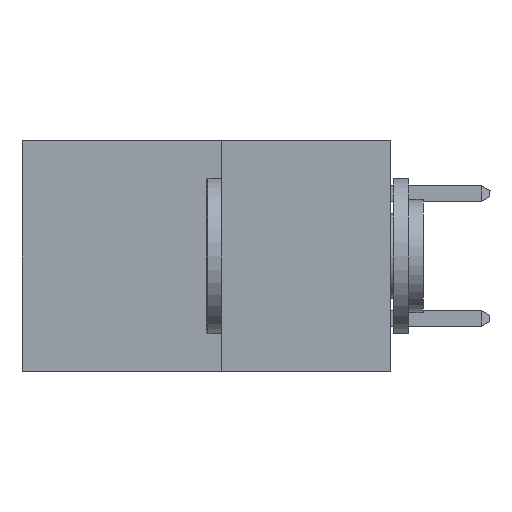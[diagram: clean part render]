
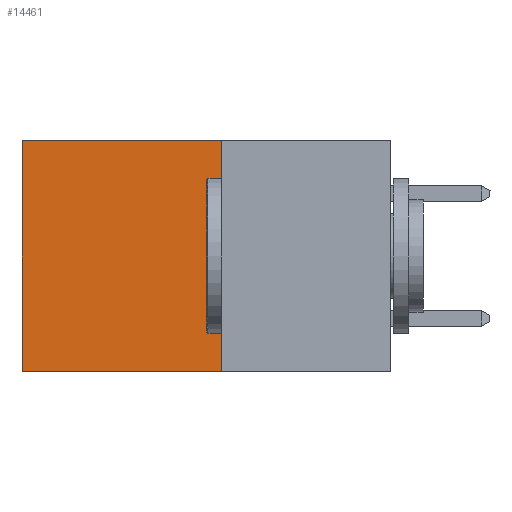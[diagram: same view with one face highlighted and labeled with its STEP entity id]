
A CAD part, left-side view. The second image highlights one B-rep face of the part: STEP entity #14461.
In plain terms, the highlighted planar face has unit normal (-1, 0, 0).
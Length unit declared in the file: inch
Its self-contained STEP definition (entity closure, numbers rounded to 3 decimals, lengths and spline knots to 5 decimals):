
#401 = EDGE_CURVE ( 'NONE', #5617, #7401, #9048, .T. ) ;
#622 = EDGE_CURVE ( 'NONE', #15208, #7401, #6086, .T. ) ;
#739 = ORIENTED_EDGE ( 'NONE', *, *, #622, .T. ) ;
#906 = EDGE_CURVE ( 'NONE', #11489, #15208, #16115, .T. ) ;
#1010 = CARTESIAN_POINT ( 'NONE',  ( 0.277, 0.27, -0.37 ) ) ;
#1339 = CARTESIAN_POINT ( 'NONE',  ( 0.277, 0.59, 0. ) ) ;
#1531 = VECTOR ( 'NONE', #14571, 39.37008 ) ;
#1834 = ORIENTED_EDGE ( 'NONE', *, *, #906, .T. ) ;
#2538 = CARTESIAN_POINT ( 'NONE',  ( 0.277, 0.27, 0. ) ) ;
#3377 = CARTESIAN_POINT ( 'NONE',  ( 0.277, 0.27, 0. ) ) ;
#3665 = DIRECTION ( 'NONE',  ( 0., 0., -1. ) ) ;
#3669 = ORIENTED_EDGE ( 'NONE', *, *, #5478, .F. ) ;
#4641 = DIRECTION ( 'NONE',  ( 0., 0., -1. ) ) ;
#4702 = CARTESIAN_POINT ( 'NONE',  ( 0.277, 0.59, -0.37 ) ) ;
#5032 = CARTESIAN_POINT ( 'NONE',  ( 0.277, 0.27, -0.37 ) ) ;
#5176 = DIRECTION ( 'NONE',  ( 0., 0., -1. ) ) ;
#5471 = VECTOR ( 'NONE', #7440, 39.37008 ) ;
#5478 = EDGE_CURVE ( 'NONE', #11489, #5617, #9923, .T. ) ;
#5617 = VERTEX_POINT ( 'NONE', #15863 ) ;
#5942 = VECTOR ( 'NONE', #5176, 39.37008 ) ;
#6086 = LINE ( 'NONE', #4702, #15930 ) ;
#7401 = VERTEX_POINT ( 'NONE', #10256 ) ;
#7422 = CARTESIAN_POINT ( 'NONE',  ( 0.277, 0.27, -0.37 ) ) ;
#7440 = DIRECTION ( 'NONE',  ( 0., 1., 0. ) ) ;
#7499 = AXIS2_PLACEMENT_3D ( 'NONE', #1010, #11596, #3665 ) ;
#7561 = PLANE ( 'NONE',  #7499 ) ;
#9048 = LINE ( 'NONE', #7422, #5471 ) ;
#9490 = EDGE_LOOP ( 'NONE', ( #739, #12127, #3669, #1834 ) ) ;
#9923 = LINE ( 'NONE', #5032, #5942 ) ;
#10256 = CARTESIAN_POINT ( 'NONE',  ( 0.277, 0.59, -0.37 ) ) ;
#11437 = FACE_OUTER_BOUND ( 'NONE', #9490, .T. ) ;
#11489 = VERTEX_POINT ( 'NONE', #2538 ) ;
#11596 = DIRECTION ( 'NONE',  ( 1., 0., 0. ) ) ;
#12127 = ORIENTED_EDGE ( 'NONE', *, *, #401, .F. ) ;
#14461 = ADVANCED_FACE ( 'NONE', ( #11437 ), #7561, .F. ) ;
#14571 = DIRECTION ( 'NONE',  ( 0., 1., 0. ) ) ;
#15208 = VERTEX_POINT ( 'NONE', #1339 ) ;
#15863 = CARTESIAN_POINT ( 'NONE',  ( 0.277, 0.27, -0.37 ) ) ;
#15930 = VECTOR ( 'NONE', #4641, 39.37008 ) ;
#16115 = LINE ( 'NONE', #3377, #1531 ) ;
